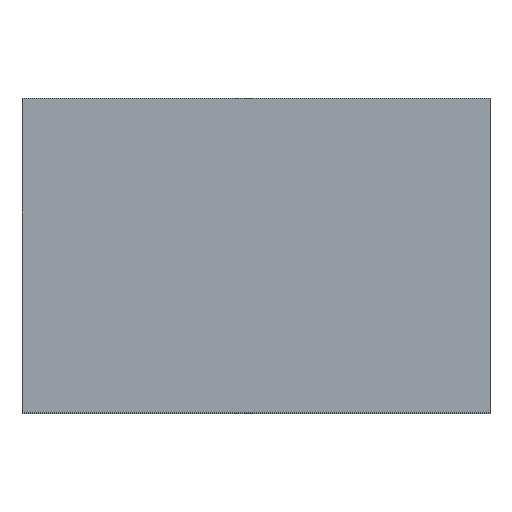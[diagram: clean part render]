
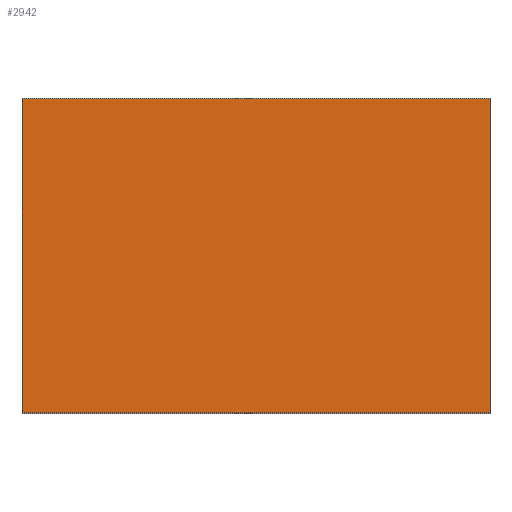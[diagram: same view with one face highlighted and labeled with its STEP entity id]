
A CAD part, top view. The second image highlights one B-rep face of the part: STEP entity #2942.
In plain terms, the highlighted face is planar.
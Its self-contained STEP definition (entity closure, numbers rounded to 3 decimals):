
#82 = CARTESIAN_POINT ( 'NONE',  ( -1000., -673.5, -3. ) ) ;
#142 = EDGE_CURVE ( 'NONE', #4386, #1850, #1098, .T. ) ;
#147 = EDGE_CURVE ( 'NONE', #223, #2340, #1479, .T. ) ;
#223 = VERTEX_POINT ( 'NONE', #1780 ) ;
#320 = DIRECTION ( 'NONE',  ( -1., 0., 0. ) ) ;
#327 = AXIS2_PLACEMENT_3D ( 'NONE', #983, #4120, #320 ) ;
#618 = DIRECTION ( 'NONE',  ( -1., 0., 0. ) ) ;
#756 = ORIENTED_EDGE ( 'NONE', *, *, #142, .F. ) ;
#824 = VECTOR ( 'NONE', #4259, 1000. ) ;
#825 = LINE ( 'NONE', #1651, #1878 ) ;
#908 = EDGE_LOOP ( 'NONE', ( #756, #3431, #4021, #3597 ) ) ;
#918 = EDGE_CURVE ( 'NONE', #2340, #4386, #825, .T. ) ;
#921 = DIRECTION ( 'NONE',  ( 1., 0., 0. ) ) ;
#983 = CARTESIAN_POINT ( 'NONE',  ( 0., 0., -3. ) ) ;
#1044 = FACE_OUTER_BOUND ( 'NONE', #908, .T. ) ;
#1098 = LINE ( 'NONE', #2928, #824 ) ;
#1403 = CARTESIAN_POINT ( 'NONE',  ( 1000., 673.5, -3. ) ) ;
#1479 = LINE ( 'NONE', #82, #3381 ) ;
#1651 = CARTESIAN_POINT ( 'NONE',  ( -1000., -667.5, -3. ) ) ;
#1780 = CARTESIAN_POINT ( 'NONE',  ( -1000., 673.5, -3. ) ) ;
#1850 = VERTEX_POINT ( 'NONE', #1403 ) ;
#1878 = VECTOR ( 'NONE', #921, 1000. ) ;
#1930 = VECTOR ( 'NONE', #618, 1000. ) ;
#2147 = CARTESIAN_POINT ( 'NONE',  ( 1000., -667.5, -3. ) ) ;
#2340 = VERTEX_POINT ( 'NONE', #4473 ) ;
#2418 = CARTESIAN_POINT ( 'NONE',  ( -1000., 673.5, -3. ) ) ;
#2562 = DIRECTION ( 'NONE',  ( 0., -1., 0. ) ) ;
#2745 = PLANE ( 'NONE',  #327 ) ;
#2928 = CARTESIAN_POINT ( 'NONE',  ( 1000., -673.5, -3. ) ) ;
#2942 = ADVANCED_FACE ( 'NONE', ( #1044 ), #2745, .T. ) ;
#2994 = EDGE_CURVE ( 'NONE', #1850, #223, #3809, .T. ) ;
#3381 = VECTOR ( 'NONE', #2562, 1000. ) ;
#3431 = ORIENTED_EDGE ( 'NONE', *, *, #918, .F. ) ;
#3597 = ORIENTED_EDGE ( 'NONE', *, *, #2994, .F. ) ;
#3809 = LINE ( 'NONE', #2418, #1930 ) ;
#4021 = ORIENTED_EDGE ( 'NONE', *, *, #147, .F. ) ;
#4120 = DIRECTION ( 'NONE',  ( 0., 0., -1. ) ) ;
#4259 = DIRECTION ( 'NONE',  ( 0., 1., 0. ) ) ;
#4386 = VERTEX_POINT ( 'NONE', #2147 ) ;
#4473 = CARTESIAN_POINT ( 'NONE',  ( -1000., -667.5, -3. ) ) ;
